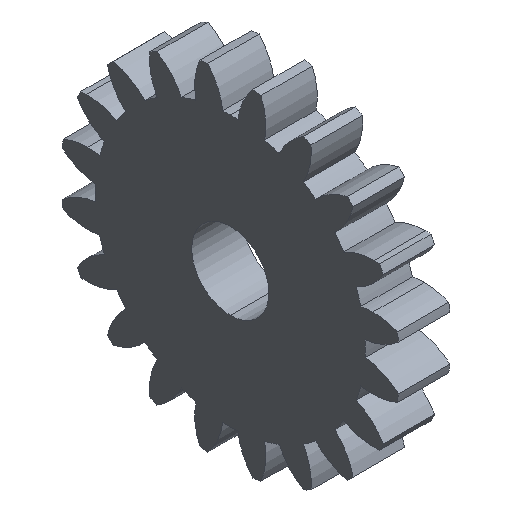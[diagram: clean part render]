
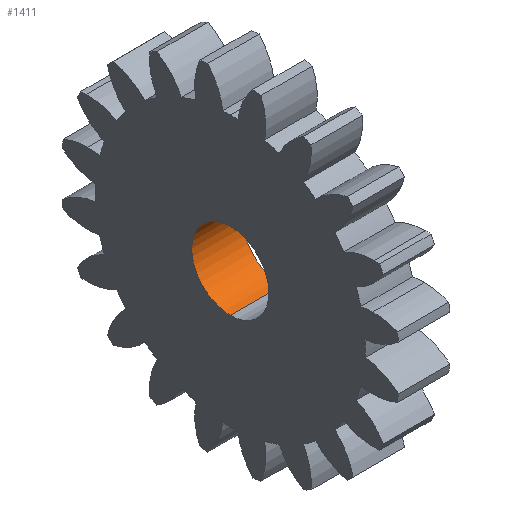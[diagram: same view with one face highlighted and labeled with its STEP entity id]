
A CAD part, isometric view. The second image highlights one B-rep face of the part: STEP entity #1411.
In plain terms, the highlighted cylindrical face has radius 15 mm (diameter 30 mm), a partial arc.
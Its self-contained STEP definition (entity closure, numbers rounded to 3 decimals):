
#26 = CARTESIAN_POINT ( 'NONE',  ( 20., 0., 0. ) ) ;
#49 = LINE ( 'NONE', #173, #2935 ) ;
#102 = AXIS2_PLACEMENT_3D ( 'NONE', #26, #1750, #1321 ) ;
#129 = EDGE_LOOP ( 'NONE', ( #390, #2857, #2174, #231 ) ) ;
#173 = CARTESIAN_POINT ( 'NONE',  ( 50., 0., 15. ) ) ;
#231 = ORIENTED_EDGE ( 'NONE', *, *, #1950, .T. ) ;
#280 = DIRECTION ( 'NONE',  ( -1., 0., 0. ) ) ;
#390 = ORIENTED_EDGE ( 'NONE', *, *, #2201, .F. ) ;
#417 = VERTEX_POINT ( 'NONE', #1685 ) ;
#434 = CYLINDRICAL_SURFACE ( 'NONE', #2869, 15. ) ;
#495 = DIRECTION ( 'NONE',  ( -1., 0., 0. ) ) ;
#515 = FACE_OUTER_BOUND ( 'NONE', #129, .T. ) ;
#761 = DIRECTION ( 'NONE',  ( 0., 0., -1. ) ) ;
#969 = VERTEX_POINT ( 'NONE', #1718 ) ;
#1250 = LINE ( 'NONE', #2943, #2413 ) ;
#1252 = VERTEX_POINT ( 'NONE', #2548 ) ;
#1321 = DIRECTION ( 'NONE',  ( 0., 0., 1. ) ) ;
#1378 = DIRECTION ( 'NONE',  ( -1., 0., 0. ) ) ;
#1411 = ADVANCED_FACE ( 'NONE', ( #515 ), #434, .F. ) ;
#1655 = CIRCLE ( 'NONE', #102, 15. ) ;
#1685 = CARTESIAN_POINT ( 'NONE',  ( 0., 0., 15. ) ) ;
#1718 = CARTESIAN_POINT ( 'NONE',  ( 20., 0., -15. ) ) ;
#1750 = DIRECTION ( 'NONE',  ( 1., 0., 0. ) ) ;
#1950 = EDGE_CURVE ( 'NONE', #417, #2211, #2306, .T. ) ;
#1952 = EDGE_CURVE ( 'NONE', #969, #1252, #1655, .T. ) ;
#1969 = CARTESIAN_POINT ( 'NONE',  ( 0., 0., 0. ) ) ;
#2028 = AXIS2_PLACEMENT_3D ( 'NONE', #1969, #495, #761 ) ;
#2174 = ORIENTED_EDGE ( 'NONE', *, *, #2956, .T. ) ;
#2201 = EDGE_CURVE ( 'NONE', #969, #2211, #1250, .T. ) ;
#2211 = VERTEX_POINT ( 'NONE', #2633 ) ;
#2306 = CIRCLE ( 'NONE', #2028, 15. ) ;
#2371 = DIRECTION ( 'NONE',  ( -1., 0., 0. ) ) ;
#2413 = VECTOR ( 'NONE', #280, 1000. ) ;
#2548 = CARTESIAN_POINT ( 'NONE',  ( 20., 0., 15. ) ) ;
#2633 = CARTESIAN_POINT ( 'NONE',  ( 0., 0., -15. ) ) ;
#2852 = DIRECTION ( 'NONE',  ( 0., 0., 1. ) ) ;
#2857 = ORIENTED_EDGE ( 'NONE', *, *, #1952, .T. ) ;
#2869 = AXIS2_PLACEMENT_3D ( 'NONE', #3138, #2371, #2852 ) ;
#2935 = VECTOR ( 'NONE', #1378, 1000. ) ;
#2943 = CARTESIAN_POINT ( 'NONE',  ( 50., 0., -15. ) ) ;
#2956 = EDGE_CURVE ( 'NONE', #1252, #417, #49, .T. ) ;
#3138 = CARTESIAN_POINT ( 'NONE',  ( 50., 0., 0. ) ) ;
